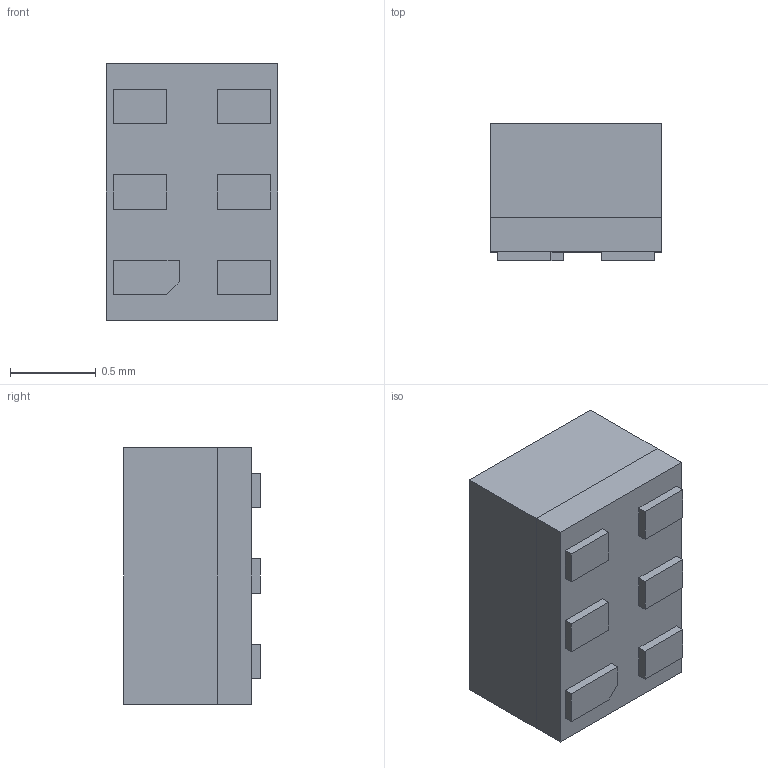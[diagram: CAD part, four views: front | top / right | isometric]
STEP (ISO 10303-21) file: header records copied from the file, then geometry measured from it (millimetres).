
FILE_DESCRIPTION (( 'STEP AP214' ), '1' );
FILE_NAME ('MAX2659ELT+T.STEP', '2023-11-20T11:38:32', ( '' ), ( '' ), 'SwSTEP 2.0', 'SolidWorks 2021', '' );
FILE_SCHEMA (( 'AUTOMOTIVE_DESIGN' ));
Length unit declared in the file: millimetre
Products named in the file (1): MAX2659ELT+T
Bounding box: 1 x 0.8 x 1.5 mm (x, y, z)
Volume: 1.1 mm3; surface area: 12.2 mm2
Topology: 9 solids, 9 shells, 107 faces, 246 edges, 164 vertices
Faces by surface type: plane 107
Entity records: 3066 total; most frequent: CARTESIAN_POINT 518, ORIENTED_EDGE 492, DIRECTION 462, EDGE_CURVE 246, VECTOR 246, LINE 246, VERTEX_POINT 164, EDGE_LOOP 114
